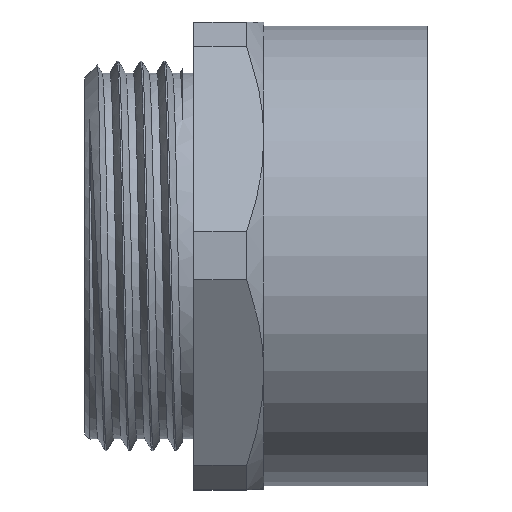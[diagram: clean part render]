
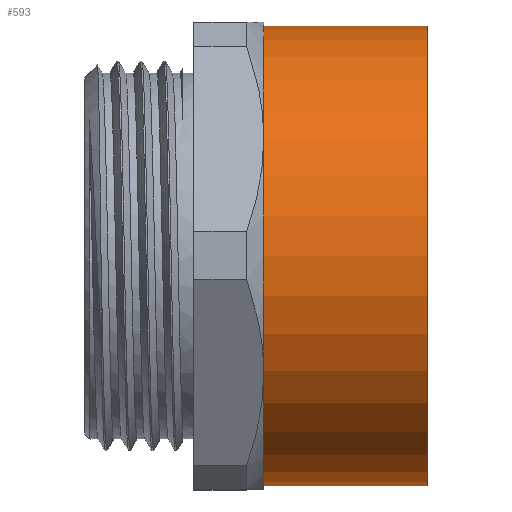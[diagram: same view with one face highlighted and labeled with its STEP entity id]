
A CAD part, top view. The second image highlights one B-rep face of the part: STEP entity #593.
In plain terms, the highlighted cylindrical face has radius 14.75 mm (diameter 29.5 mm), a full revolution.
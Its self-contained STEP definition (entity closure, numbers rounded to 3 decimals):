
#86=CYLINDRICAL_SURFACE('',#658,14.75);
#121=FACE_BOUND('',#209,.T.);
#159=FACE_OUTER_BOUND('',#208,.T.);
#208=EDGE_LOOP('',(#545));
#209=EDGE_LOOP('',(#546));
#228=CIRCLE('',#647,14.75);
#229=CIRCLE('',#649,14.75);
#299=VERTEX_POINT('',#3365);
#300=VERTEX_POINT('',#3368);
#380=EDGE_CURVE('',#299,#299,#228,.T.);
#381=EDGE_CURVE('',#300,#300,#229,.T.);
#545=ORIENTED_EDGE('',*,*,#380,.T.);
#546=ORIENTED_EDGE('',*,*,#381,.F.);
#593=ADVANCED_FACE('',(#159,#121),#86,.T.);
#647=AXIS2_PLACEMENT_3D('',#3366,#775,#776);
#649=AXIS2_PLACEMENT_3D('',#3369,#779,#780);
#658=AXIS2_PLACEMENT_3D('',#3381,#797,#798);
#775=DIRECTION('center_axis',(1.,0.,0.));
#776=DIRECTION('ref_axis',(0.,0.,-1.));
#779=DIRECTION('center_axis',(1.,0.,0.));
#780=DIRECTION('ref_axis',(0.,0.,-1.));
#797=DIRECTION('center_axis',(1.,0.,0.));
#798=DIRECTION('ref_axis',(0.,1.,0.));
#3365=CARTESIAN_POINT('',(-10.5,14.75,0.));
#3366=CARTESIAN_POINT('Origin',(-10.5,0.,0.));
#3368=CARTESIAN_POINT('',(0.,14.75,0.));
#3369=CARTESIAN_POINT('Origin',(0.,0.,0.));
#3381=CARTESIAN_POINT('Origin',(-5.25,0.,0.));
